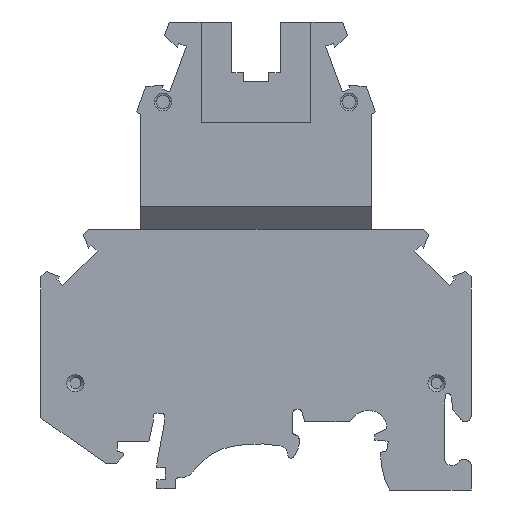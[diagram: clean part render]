
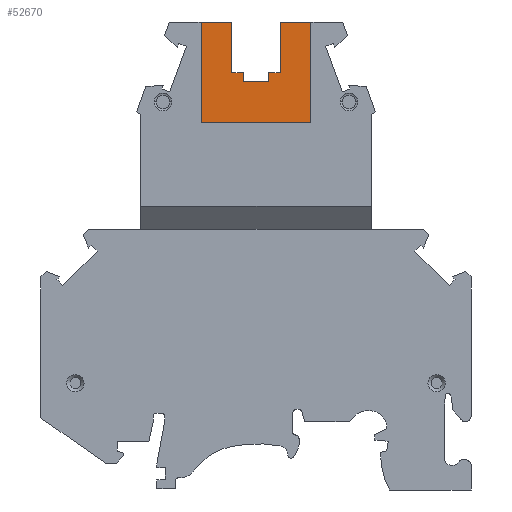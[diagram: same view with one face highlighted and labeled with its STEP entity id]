
A CAD part, left-side view. The second image highlights one B-rep face of the part: STEP entity #52670.
In plain terms, the highlighted face is planar.
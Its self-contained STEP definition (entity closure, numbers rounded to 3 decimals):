
#13290=CARTESIAN_POINT('',(48.797,105.19,-8.22));
#13300=VERTEX_POINT('',#13290);
#13470=CARTESIAN_POINT('',(48.797,103.99,-8.22));
#13480=VERTEX_POINT('',#13470);
#13510=CARTESIAN_POINT('',(48.797,0.,-8.22));
#13520=DIRECTION('',(0.,-1.,0.));
#13530=VECTOR('',#13520,1.);
#13540=LINE('',#13510,#13530);
#13550=EDGE_CURVE('',#13300,#13480,#13540,.T.);
#14170=CARTESIAN_POINT('',(43.997,105.19,-8.22));
#14180=VERTEX_POINT('',#14170);
#14210=CARTESIAN_POINT('',(47.147,105.19,-8.22));
#14220=DIRECTION('',(1.,0.,0.));
#14230=VECTOR('',#14220,1.);
#14240=LINE('',#14210,#14230);
#14250=CARTESIAN_POINT('',(45.497,105.19,-8.22));
#14260=VERTEX_POINT('',#14250);
#14270=EDGE_CURVE('',#14180,#14260,#14240,.T.);
#15090=CARTESIAN_POINT('',(50.297,111.79,-8.22));
#15100=VERTEX_POINT('',#15090);
#15340=CARTESIAN_POINT('',(50.297,105.19,-8.22));
#15350=VERTEX_POINT('',#15340);
#15380=CARTESIAN_POINT('',(50.297,57.59,-8.22));
#15390=DIRECTION('',(0.,1.,0.));
#15400=VECTOR('',#15390,1.);
#15410=LINE('',#15380,#15400);
#15420=EDGE_CURVE('',#15350,#15100,#15410,.T.);
#29690=CARTESIAN_POINT('',(47.147,111.79,-8.22));
#29700=DIRECTION('',(1.,0.,0.));
#29710=VECTOR('',#29700,1.);
#29720=LINE('',#29690,#29710);
#29730=CARTESIAN_POINT('',(54.297,111.79,-8.22));
#29740=VERTEX_POINT('',#29730);
#29750=EDGE_CURVE('',#15100,#29740,#29720,.T.);
#44440=CARTESIAN_POINT('',(45.497,103.99,-8.22));
#44450=VERTEX_POINT('',#44440);
#44480=CARTESIAN_POINT('',(0.,103.99,-8.22));
#44490=DIRECTION('',(-1.,0.,0.));
#44500=VECTOR('',#44490,1.);
#44510=LINE('',#44480,#44500);
#44520=EDGE_CURVE('',#13480,#44450,#44510,.T.);
#45590=CARTESIAN_POINT('',(45.497,0.,-8.22));
#45600=DIRECTION('',(0.,1.,0.));
#45610=VECTOR('',#45600,1.);
#45620=LINE('',#45590,#45610);
#45630=EDGE_CURVE('',#44450,#14260,#45620,.T.);
#52140=CARTESIAN_POINT('',(41.997,104.813,-8.22));
#52150=DIRECTION('',(0.,0.,-1.));
#52160=DIRECTION('',(-1.,0.,0.));
#52170=AXIS2_PLACEMENT_3D('',#52140,#52150,#52160);
#52180=PLANE('',#52170);
#52190=EDGE_CURVE('',#13300,#15350,#14240,.T.);
#52200=ORIENTED_EDGE('',*,*,#52190,.T.);
#52210=ORIENTED_EDGE('',*,*,#13550,.F.);
#52220=ORIENTED_EDGE('',*,*,#44520,.F.);
#52230=ORIENTED_EDGE('',*,*,#45630,.F.);
#52240=ORIENTED_EDGE('',*,*,#14270,.T.);
#52250=CARTESIAN_POINT('',(43.997,57.59,-8.22));
#52260=DIRECTION('',(0.,-1.,0.));
#52270=VECTOR('',#52260,1.);
#52280=LINE('',#52250,#52270);
#52290=CARTESIAN_POINT('',(43.997,111.79,-8.22));
#52300=VERTEX_POINT('',#52290);
#52310=EDGE_CURVE('',#52300,#14180,#52280,.T.);
#52320=ORIENTED_EDGE('',*,*,#52310,.T.);
#52330=CARTESIAN_POINT('',(47.147,111.79,-8.22));
#52340=DIRECTION('',(1.,0.,0.));
#52350=VECTOR('',#52340,1.);
#52360=LINE('',#52330,#52350);
#52370=CARTESIAN_POINT('',(39.997,111.79,-8.22));
#52380=VERTEX_POINT('',#52370);
#52390=EDGE_CURVE('',#52380,#52300,#52360,.T.);
#52400=ORIENTED_EDGE('',*,*,#52390,.T.);
#52410=CARTESIAN_POINT('',(39.997,-81.111,-8.22));
#52420=DIRECTION('',(0.,1.,0.));
#52430=VECTOR('',#52420,1.);
#52440=LINE('',#52410,#52430);
#52450=CARTESIAN_POINT('',(39.997,98.702,-8.22));
#52460=VERTEX_POINT('',#52450);
#52470=EDGE_CURVE('',#52460,#52380,#52440,.T.);
#52480=ORIENTED_EDGE('',*,*,#52470,.T.);
#52490=CARTESIAN_POINT('',(47.147,98.702,-8.22));
#52500=DIRECTION('',(-1.,0.,0.));
#52510=VECTOR('',#52500,1.);
#52520=LINE('',#52490,#52510);
#52530=CARTESIAN_POINT('',(54.297,98.702,-8.22));
#52540=VERTEX_POINT('',#52530);
#52550=EDGE_CURVE('',#52540,#52460,#52520,.T.);
#52560=ORIENTED_EDGE('',*,*,#52550,.T.);
#52570=CARTESIAN_POINT('',(54.297,-81.111,-8.22));
#52580=DIRECTION('',(0.,1.,0.));
#52590=VECTOR('',#52580,1.);
#52600=LINE('',#52570,#52590);
#52610=EDGE_CURVE('',#52540,#29740,#52600,.T.);
#52620=ORIENTED_EDGE('',*,*,#52610,.F.);
#52630=ORIENTED_EDGE('',*,*,#29750,.T.);
#52640=ORIENTED_EDGE('',*,*,#15420,.T.);
#52650=EDGE_LOOP('',(#52640,#52630,#52620,#52560,#52480,#52400,#52320,
#52240,#52230,#52220,#52210,#52200));
#52660=FACE_OUTER_BOUND('',#52650,.T.);
#52670=ADVANCED_FACE('',(#52660),#52180,.T.);
